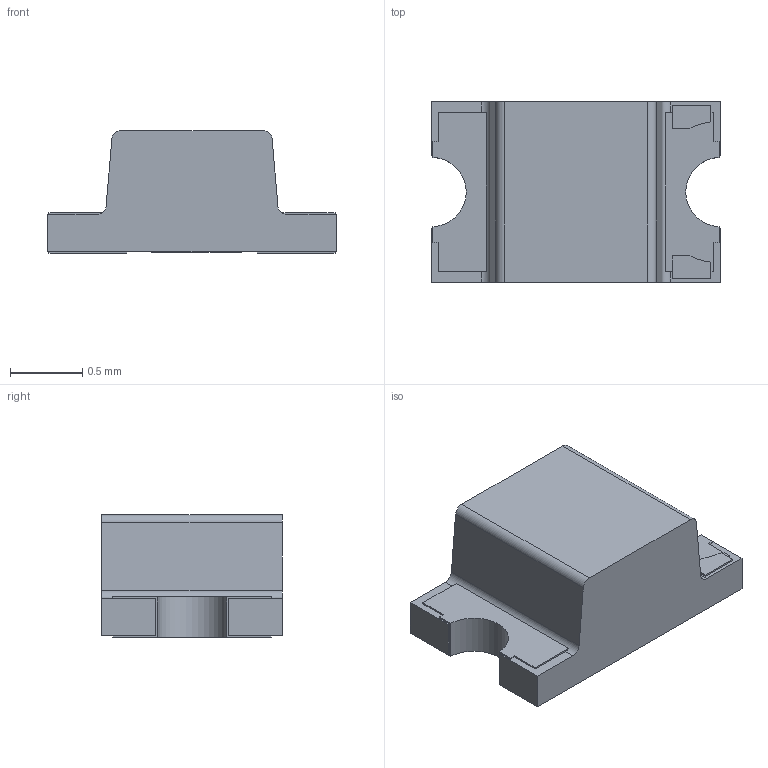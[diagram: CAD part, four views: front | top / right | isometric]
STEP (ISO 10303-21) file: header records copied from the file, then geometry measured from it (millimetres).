
FILE_DESCRIPTION (( 'STEP AP214' ), '1' );
FILE_NAME ('錨璃3.STEP', '2025-03-04T03:18:16', ( '' ), ( '' ), 'SwSTEP 2.0', 'SolidWorks 2021', '' );
FILE_SCHEMA (( 'AUTOMOTIVE_DESIGN' ));
Length unit declared in the file: millimetre
Products named in the file (1): 錨璃3
Bounding box: 2 x 1.25 x 0.85 mm (x, y, z)
Volume: 1.5 mm3; surface area: 9.1 mm2
Topology: 1 solids, 1 shells, 304 faces, 846 edges, 564 vertices
Faces by surface type: plane 185, bspline 98, cylinder 21
Entity records: 13566 total; most frequent: CARTESIAN_POINT 3021, ORIENTED_EDGE 1692, DIRECTION 1106, EDGE_CURVE 846, LINE 600, VECTOR 600, VERTEX_POINT 564, EDGE_LOOP 324
